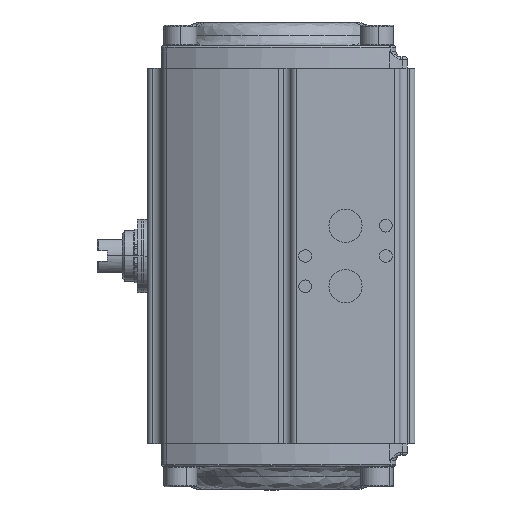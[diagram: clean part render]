
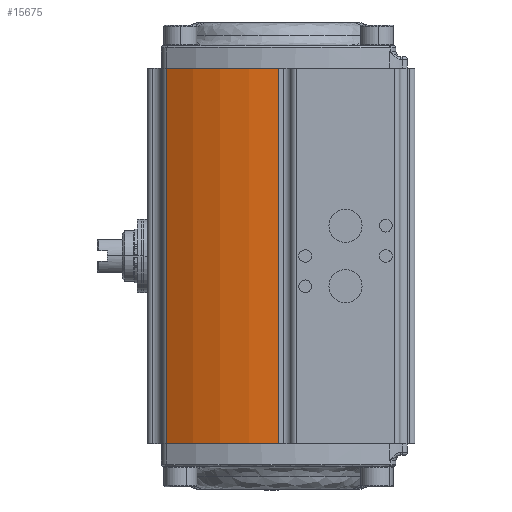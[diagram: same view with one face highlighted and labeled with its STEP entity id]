
A CAD part, left-side view. The second image highlights one B-rep face of the part: STEP entity #15675.
In plain terms, the highlighted cylindrical face has radius 78 mm (diameter 156 mm), a partial arc.
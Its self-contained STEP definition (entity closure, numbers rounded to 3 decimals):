
#211 = VERTEX_POINT ( 'NONE', #7574 ) ;
#230 = DIRECTION ( 'NONE',  ( -1., 0., 0. ) ) ;
#354 = CARTESIAN_POINT ( 'NONE',  ( 1188.592, 723.071, 36. ) ) ;
#810 = ORIENTED_EDGE ( 'NONE', *, *, #17654, .F. ) ;
#1761 = LINE ( 'NONE', #4493, #1989 ) ;
#1989 = VECTOR ( 'NONE', #7140, 1000. ) ;
#2610 = CARTESIAN_POINT ( 'NONE',  ( 1188.592, 723.071, 221. ) ) ;
#2881 = CARTESIAN_POINT ( 'NONE',  ( 1124.422, 767.414, 185. ) ) ;
#3088 = AXIS2_PLACEMENT_3D ( 'NONE', #11611, #8935, #3307 ) ;
#3169 = VERTEX_POINT ( 'NONE', #2881 ) ;
#3307 = DIRECTION ( 'NONE',  ( 1., 0., 0. ) ) ;
#3682 = CARTESIAN_POINT ( 'NONE',  ( 1124.422, 767.414, 36. ) ) ;
#4280 = VERTEX_POINT ( 'NONE', #17415 ) ;
#4493 = CARTESIAN_POINT ( 'NONE',  ( 1124.422, 767.414, 221. ) ) ;
#6272 = DIRECTION ( 'NONE',  ( 0., 0., -1. ) ) ;
#6927 = ORIENTED_EDGE ( 'NONE', *, *, #14999, .F. ) ;
#7140 = DIRECTION ( 'NONE',  ( 0., 0., -1. ) ) ;
#7234 = VERTEX_POINT ( 'NONE', #3682 ) ;
#7574 = CARTESIAN_POINT ( 'NONE',  ( 1110.592, 723.071, 36. ) ) ;
#7661 = AXIS2_PLACEMENT_3D ( 'NONE', #2610, #9503, #10871 ) ;
#8373 = CYLINDRICAL_SURFACE ( 'NONE', #7661, 78. ) ;
#8935 = DIRECTION ( 'NONE',  ( 0., 0., 1. ) ) ;
#9503 = DIRECTION ( 'NONE',  ( 0., 0., -1. ) ) ;
#10266 = CARTESIAN_POINT ( 'NONE',  ( 1110.592, 723.071, 221. ) ) ;
#10871 = DIRECTION ( 'NONE',  ( -1., 0., 0. ) ) ;
#10933 = ORIENTED_EDGE ( 'NONE', *, *, #13732, .T. ) ;
#10952 = VECTOR ( 'NONE', #6272, 1000. ) ;
#11334 = AXIS2_PLACEMENT_3D ( 'NONE', #354, #13918, #230 ) ;
#11577 = FACE_OUTER_BOUND ( 'NONE', #12507, .T. ) ;
#11611 = CARTESIAN_POINT ( 'NONE',  ( 1188.592, 723.071, 185. ) ) ;
#11817 = LINE ( 'NONE', #10266, #10952 ) ;
#11836 = ORIENTED_EDGE ( 'NONE', *, *, #17550, .F. ) ;
#12507 = EDGE_LOOP ( 'NONE', ( #6927, #810, #10933, #11836 ) ) ;
#13732 = EDGE_CURVE ( 'NONE', #3169, #7234, #1761, .T. ) ;
#13918 = DIRECTION ( 'NONE',  ( 0., 0., -1. ) ) ;
#14999 = EDGE_CURVE ( 'NONE', #4280, #211, #11817, .T. ) ;
#15675 = ADVANCED_FACE ( 'NONE', ( #11577 ), #8373, .T. ) ;
#16787 = CIRCLE ( 'NONE', #3088, 78. ) ;
#17415 = CARTESIAN_POINT ( 'NONE',  ( 1110.592, 723.071, 185. ) ) ;
#17550 = EDGE_CURVE ( 'NONE', #211, #7234, #17629, .T. ) ;
#17629 = CIRCLE ( 'NONE', #11334, 78. ) ;
#17654 = EDGE_CURVE ( 'NONE', #3169, #4280, #16787, .T. ) ;
